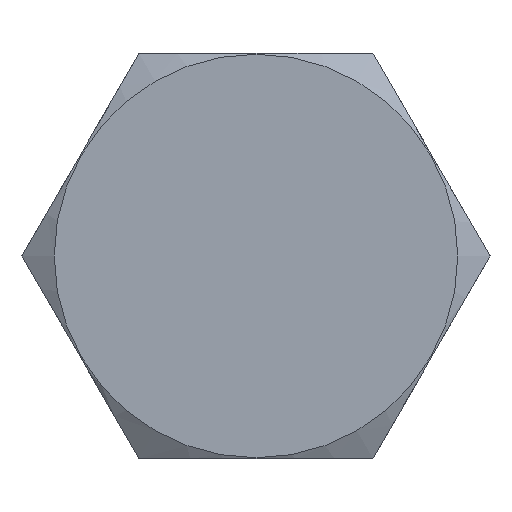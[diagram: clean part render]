
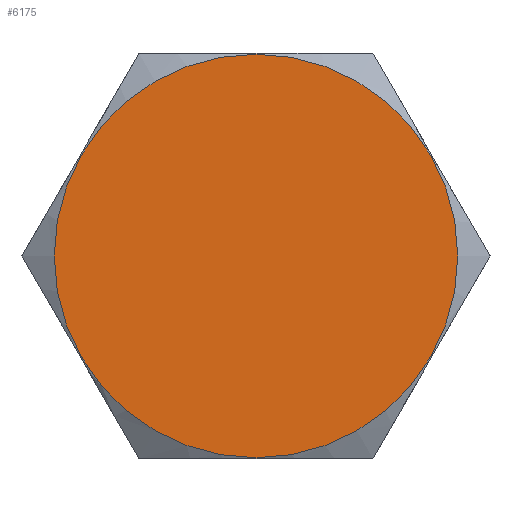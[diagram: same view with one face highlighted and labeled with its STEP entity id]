
A CAD part, left-side view. The second image highlights one B-rep face of the part: STEP entity #6175.
In plain terms, the highlighted planar face has unit normal (-1, 0, 0).
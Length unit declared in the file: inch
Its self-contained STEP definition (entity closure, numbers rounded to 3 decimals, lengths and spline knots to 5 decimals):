
#491 = ORIENTED_EDGE ( 'NONE', *, *, #7480, .T. ) ;
#787 = EDGE_LOOP ( 'NONE', ( #491, #8269 ) ) ;
#998 = VERTEX_POINT ( 'NONE', #5780 ) ;
#1400 = DIRECTION ( 'NONE',  ( -1., 0., 0. ) ) ;
#2067 = DIRECTION ( 'NONE',  ( -1., 0., 0. ) ) ;
#2244 = FACE_OUTER_BOUND ( 'NONE', #787, .T. ) ;
#2398 = CARTESIAN_POINT ( 'NONE',  ( -0.8, 0., 0. ) ) ;
#2680 = AXIS2_PLACEMENT_3D ( 'NONE', #8668, #2067, #3294 ) ;
#3210 = PLANE ( 'NONE',  #4610 ) ;
#3266 = VERTEX_POINT ( 'NONE', #6518 ) ;
#3294 = DIRECTION ( 'NONE',  ( 0., 0., 1. ) ) ;
#4485 = EDGE_CURVE ( 'NONE', #3266, #998, #5563, .T. ) ;
#4597 = CIRCLE ( 'NONE', #7574, 0.56 ) ;
#4610 = AXIS2_PLACEMENT_3D ( 'NONE', #2398, #7074, #5192 ) ;
#5192 = DIRECTION ( 'NONE',  ( 0., 0., -1. ) ) ;
#5469 = CARTESIAN_POINT ( 'NONE',  ( -0.8, 0., 0. ) ) ;
#5563 = CIRCLE ( 'NONE', #2680, 0.56 ) ;
#5780 = CARTESIAN_POINT ( 'NONE',  ( -0.8, 0., -0.56 ) ) ;
#6154 = DIRECTION ( 'NONE',  ( 0., 0., 1. ) ) ;
#6175 = ADVANCED_FACE ( 'NONE', ( #2244 ), #3210, .F. ) ;
#6518 = CARTESIAN_POINT ( 'NONE',  ( -0.8, 0., 0.56 ) ) ;
#7074 = DIRECTION ( 'NONE',  ( 1., 0., 0. ) ) ;
#7480 = EDGE_CURVE ( 'NONE', #998, #3266, #4597, .T. ) ;
#7574 = AXIS2_PLACEMENT_3D ( 'NONE', #5469, #1400, #6154 ) ;
#8269 = ORIENTED_EDGE ( 'NONE', *, *, #4485, .T. ) ;
#8668 = CARTESIAN_POINT ( 'NONE',  ( -0.8, 0., 0. ) ) ;
